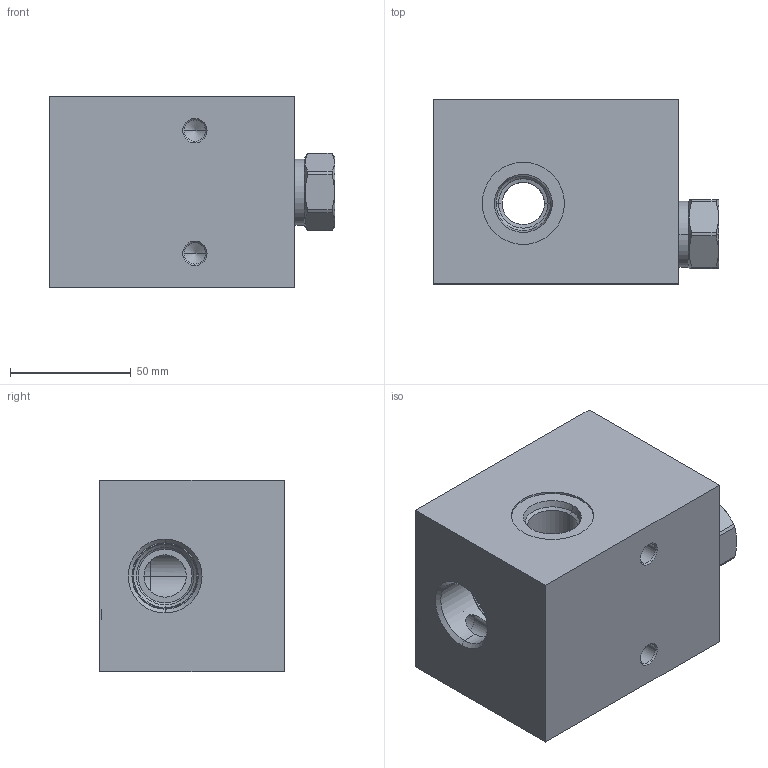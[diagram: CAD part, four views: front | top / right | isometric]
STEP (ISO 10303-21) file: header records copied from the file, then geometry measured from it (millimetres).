
FILE_DESCRIPTION((''),'2;1');
FILE_NAME('B3K_ASM','2019-10-25T',('ProEService'),(''),'PRO/ENGINEER BY PARAMETRIC TECHNOLOGY CORPORATION, 2014200','PRO/ENGINEER BY PARAMETRIC TECHNOLOGY CORPORATION, 2014200','');
FILE_SCHEMA(('CONFIG_CONTROL_DESIGN'));
Length unit declared in the file: inch
Products named in the file (3): 151-158-005; CXEDXCN; B3K_ASM
Assembly tree (2 placements, depth 2):
  B3K_ASM
    151-158-005
    CXEDXCN
Bounding box: 118.26 x 76.2 x 79.38 mm (x, y, z)
Volume: 537961.8 mm3; surface area: 69895 mm2
Topology: 4 solids, 5 shells, 295 faces, 950 edges, 769 vertices
Faces by surface type: cylinder 120, cone 80, plane 57, torus 26, revolution 8, sphere 4
Entity records: 11834 total; most frequent: CARTESIAN_POINT 3568, DIRECTION 1781, ORIENTED_EDGE 1376, EDGE_CURVE 688, AXIS2_PLACEMENT_3D 635, VECTOR 503, LINE 503, VERTEX_POINT 417
